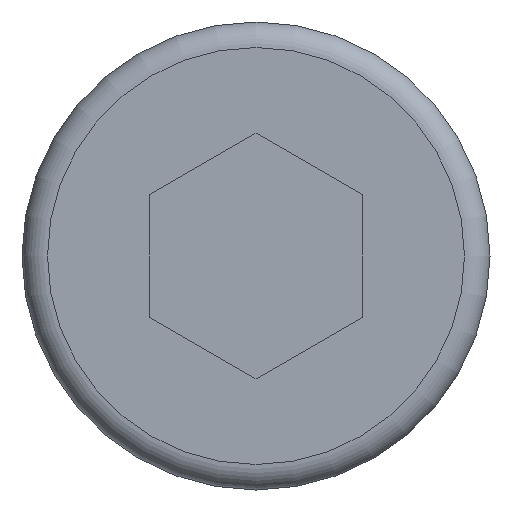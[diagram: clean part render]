
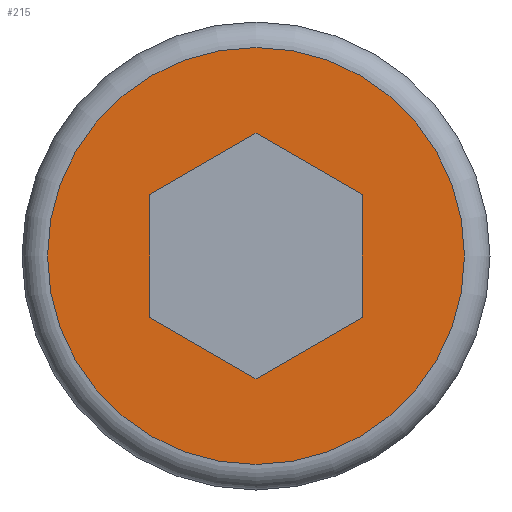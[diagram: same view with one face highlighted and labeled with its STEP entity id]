
A CAD part, left-side view. The second image highlights one B-rep face of the part: STEP entity #215.
In plain terms, the highlighted planar face has unit normal (-1, 0, 0).
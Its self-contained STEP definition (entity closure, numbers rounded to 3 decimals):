
#18=LINE('',#347,#38);
#19=LINE('',#349,#39);
#20=LINE('',#351,#40);
#21=LINE('',#353,#41);
#22=LINE('',#355,#42);
#23=LINE('',#356,#43);
#38=VECTOR('',#290,1.443);
#39=VECTOR('',#291,1.443);
#40=VECTOR('',#292,1.443);
#41=VECTOR('',#293,1.443);
#42=VECTOR('',#294,1.443);
#43=VECTOR('',#295,1.443);
#60=FACE_BOUND('',#85,.T.);
#68=FACE_OUTER_BOUND('',#84,.T.);
#84=EDGE_LOOP('',(#162));
#85=EDGE_LOOP('',(#163,#164,#165,#166,#167,#168));
#98=CIRCLE('',#248,2.45);
#105=VERTEX_POINT('',#341);
#106=VERTEX_POINT('',#345);
#107=VERTEX_POINT('',#346);
#108=VERTEX_POINT('',#348);
#109=VERTEX_POINT('',#350);
#110=VERTEX_POINT('',#352);
#111=VERTEX_POINT('',#354);
#125=EDGE_CURVE('',#105,#105,#98,.T.);
#127=EDGE_CURVE('',#106,#107,#18,.T.);
#128=EDGE_CURVE('',#108,#106,#19,.T.);
#129=EDGE_CURVE('',#109,#108,#20,.T.);
#130=EDGE_CURVE('',#110,#109,#21,.T.);
#131=EDGE_CURVE('',#111,#110,#22,.T.);
#132=EDGE_CURVE('',#107,#111,#23,.T.);
#162=ORIENTED_EDGE('',*,*,#125,.F.);
#163=ORIENTED_EDGE('',*,*,#127,.F.);
#164=ORIENTED_EDGE('',*,*,#128,.F.);
#165=ORIENTED_EDGE('',*,*,#129,.F.);
#166=ORIENTED_EDGE('',*,*,#130,.F.);
#167=ORIENTED_EDGE('',*,*,#131,.F.);
#168=ORIENTED_EDGE('',*,*,#132,.F.);
#201=PLANE('',#250);
#215=ADVANCED_FACE('',(#68,#60),#201,.T.);
#248=AXIS2_PLACEMENT_3D('',#342,#284,#285);
#250=AXIS2_PLACEMENT_3D('',#344,#288,#289);
#284=DIRECTION('center_axis',(1.,0.,0.));
#285=DIRECTION('ref_axis',(0.,1.,0.));
#288=DIRECTION('center_axis',(-1.,0.,0.));
#289=DIRECTION('ref_axis',(0.,1.,0.));
#290=DIRECTION('',(0.,0.866,0.5));
#291=DIRECTION('',(0.,0.,1.));
#292=DIRECTION('',(0.,-0.866,0.5));
#293=DIRECTION('',(0.,-0.866,-0.5));
#294=DIRECTION('',(0.,0.,-1.));
#295=DIRECTION('',(0.,0.866,-0.5));
#341=CARTESIAN_POINT('',(0.,-2.45,0.));
#342=CARTESIAN_POINT('Origin',(0.,0.,0.));
#344=CARTESIAN_POINT('Origin',(0.,0.,0.));
#345=CARTESIAN_POINT('',(0.,-1.25,0.722));
#346=CARTESIAN_POINT('',(0.,0.,1.443));
#347=CARTESIAN_POINT('',(0.,-1.25,0.722));
#348=CARTESIAN_POINT('',(0.,-1.25,-0.722));
#349=CARTESIAN_POINT('',(0.,-1.25,-0.722));
#350=CARTESIAN_POINT('',(0.,0.,-1.443));
#351=CARTESIAN_POINT('',(0.,0.,-1.443));
#352=CARTESIAN_POINT('',(0.,1.25,-0.722));
#353=CARTESIAN_POINT('',(0.,1.25,-0.722));
#354=CARTESIAN_POINT('',(0.,1.25,0.722));
#355=CARTESIAN_POINT('',(0.,1.25,0.722));
#356=CARTESIAN_POINT('',(0.,0.,1.443));
